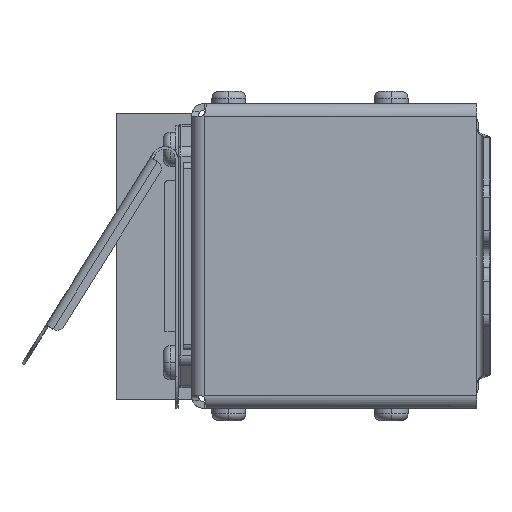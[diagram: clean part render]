
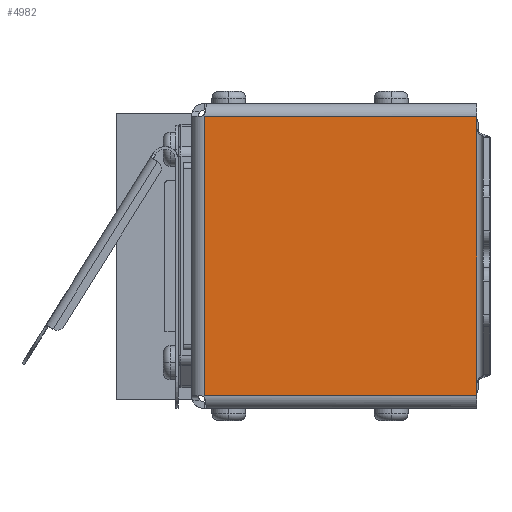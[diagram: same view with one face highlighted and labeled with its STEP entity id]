
A CAD part, left-side view. The second image highlights one B-rep face of the part: STEP entity #4982.
In plain terms, the highlighted planar face has unit normal (-1, 0, 0).
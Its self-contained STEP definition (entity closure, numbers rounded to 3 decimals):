
#1692=DIRECTION('',(0.,0.,-1.));
#1693=VECTOR('',#1692,47.656);
#1694=CARTESIAN_POINT('',(-101.549,-52.832,
23.828));
#1695=LINE('',#1694,#1693);
#1702=CARTESIAN_POINT('',(-101.549,-52.832,
23.828));
#1813=DIRECTION('',(0.,-1.,0.));
#1814=VECTOR('',#1813,51.003);
#1815=CARTESIAN_POINT('',(-101.549,-1.829,26.137));
#1816=LINE('',#1815,#1814);
#1829=DIRECTION('',(0.,0.,1.));
#1830=VECTOR('',#1829,2.309);
#1831=CARTESIAN_POINT('',(-101.549,-52.832,
23.828));
#1832=LINE('',#1831,#1830);
#1833=DIRECTION('',(0.,0.,1.));
#1834=VECTOR('',#1833,2.309);
#1835=CARTESIAN_POINT('',(-101.549,-52.832,-26.137));
#1836=LINE('',#1835,#1834);
#1841=CARTESIAN_POINT('',(-101.549,-1.829,-26.137));
#1848=DIRECTION('',(0.,1.,0.));
#1849=VECTOR('',#1848,51.003);
#1850=CARTESIAN_POINT('',(-101.549,-52.832,-26.137));
#1851=LINE('',#1850,#1849);
#2279=CARTESIAN_POINT('',(-101.549,-1.829,26.137));
#2286=DIRECTION('',(0.,0.,1.));
#2287=VECTOR('',#2286,52.273);
#2288=CARTESIAN_POINT('',(-101.549,-1.829,-26.137));
#2289=LINE('',#2288,#2287);
#4064=VERTEX_POINT('',#1702);
#4071=VERTEX_POINT('',#1841);
#4072=CARTESIAN_POINT('',(-101.549,-52.832,-26.137));
#4073=VERTEX_POINT('',#4072);
#4452=VERTEX_POINT('',#2279);
#4568=CARTESIAN_POINT('',(-101.549,-52.832,26.137));
#4569=VERTEX_POINT('',#4568);
#4572=CARTESIAN_POINT('',(-101.549,-52.832,
-23.828));
#4573=VERTEX_POINT('',#4572);
#4966=CARTESIAN_POINT('',(-101.549,-49.784,28.575));
#4967=DIRECTION('',(-1.,0.,0.));
#4968=DIRECTION('',(0.,0.,1.));
#4969=AXIS2_PLACEMENT_3D('',#4966,#4967,#4968);
#4970=PLANE('',#4969);
#4972=ORIENTED_EDGE('',*,*,#4971,.T.);
#4974=ORIENTED_EDGE('',*,*,#4973,.T.);
#4975=ORIENTED_EDGE('',*,*,#4952,.T.);
#4977=ORIENTED_EDGE('',*,*,#4976,.F.);
#4978=ORIENTED_EDGE('',*,*,#4694,.T.);
#4979=ORIENTED_EDGE('',*,*,#4825,.F.);
#4980=EDGE_LOOP('',(#4972,#4974,#4975,#4977,#4978,#4979));
#4981=FACE_OUTER_BOUND('',#4980,.F.);
#4982=ADVANCED_FACE('',(#4981),#4970,.T.);
#4694=EDGE_CURVE('',#4064,#4573,#1695,.T.);
#4825=EDGE_CURVE('',#4073,#4573,#1836,.T.);
#4952=EDGE_CURVE('',#4452,#4569,#1816,.T.);
#4971=EDGE_CURVE('',#4073,#4071,#1851,.T.);
#4973=EDGE_CURVE('',#4071,#4452,#2289,.T.);
#4976=EDGE_CURVE('',#4064,#4569,#1832,.T.);
